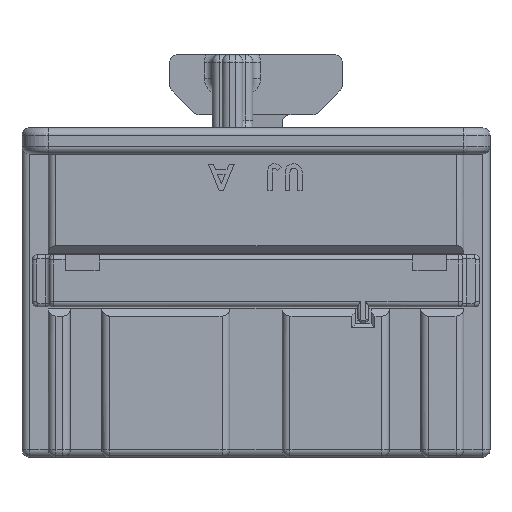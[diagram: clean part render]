
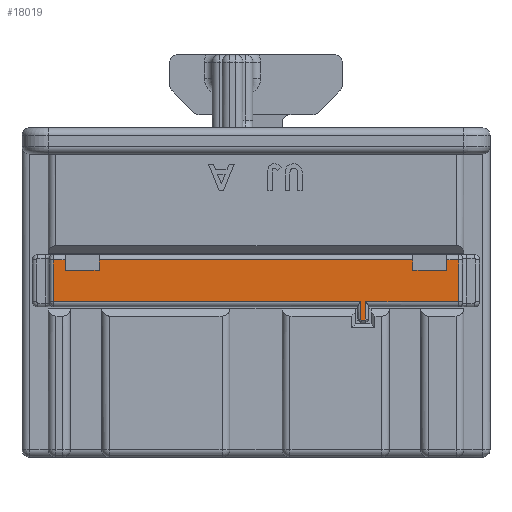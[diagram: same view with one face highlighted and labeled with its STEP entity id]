
A CAD part, front view. The second image highlights one B-rep face of the part: STEP entity #18019.
In plain terms, the highlighted planar face has unit normal (0, -1, 0).
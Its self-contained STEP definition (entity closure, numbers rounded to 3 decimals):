
#57 = CARTESIAN_POINT ( 'NONE',  ( 7.3, -4.75, -0.65 ) ) ;
#153 = ORIENTED_EDGE ( 'NONE', *, *, #34804, .T. ) ;
#547 = DIRECTION ( 'NONE',  ( 1., 0., 0. ) ) ;
#913 = ORIENTED_EDGE ( 'NONE', *, *, #25300, .T. ) ;
#1079 = CARTESIAN_POINT ( 'NONE',  ( 4.2, -4.75, -2.509 ) ) ;
#1092 = ORIENTED_EDGE ( 'NONE', *, *, #3928, .T. ) ;
#1195 = CARTESIAN_POINT ( 'NONE',  ( 4., -4.75, -1.85 ) ) ;
#1606 = VECTOR ( 'NONE', #8881, 1000. ) ;
#1657 = VECTOR ( 'NONE', #8116, 1000. ) ;
#1709 = VECTOR ( 'NONE', #23438, 1000. ) ;
#2280 = CARTESIAN_POINT ( 'NONE',  ( 0., -4.75, -0.25 ) ) ;
#2568 = LINE ( 'NONE', #23838, #10656 ) ;
#2605 = VERTEX_POINT ( 'NONE', #16212 ) ;
#3331 = CARTESIAN_POINT ( 'NONE',  ( 7.75, -4.75, -0.25 ) ) ;
#3429 = LINE ( 'NONE', #36674, #12995 ) ;
#3907 = DIRECTION ( 'NONE',  ( 0., 0., 1. ) ) ;
#3928 = EDGE_CURVE ( 'NONE', #6649, #8161, #30227, .T. ) ;
#4192 = VECTOR ( 'NONE', #35102, 1000. ) ;
#4964 = VERTEX_POINT ( 'NONE', #26922 ) ;
#5519 = DIRECTION ( 'NONE',  ( 0., 0., 1. ) ) ;
#5604 = ORIENTED_EDGE ( 'NONE', *, *, #31313, .T. ) ;
#5669 = EDGE_CURVE ( 'NONE', #8262, #9532, #2568, .T. ) ;
#5704 = CARTESIAN_POINT ( 'NONE',  ( 6., -4.75, -0.65 ) ) ;
#5951 = VECTOR ( 'NONE', #547, 1000. ) ;
#6035 = ORIENTED_EDGE ( 'NONE', *, *, #27769, .T. ) ;
#6635 = LINE ( 'NONE', #12585, #21136 ) ;
#6649 = VERTEX_POINT ( 'NONE', #1195 ) ;
#6775 = VERTEX_POINT ( 'NONE', #29479 ) ;
#7107 = VERTEX_POINT ( 'NONE', #29225 ) ;
#7566 = CARTESIAN_POINT ( 'NONE',  ( 4.159, -4.75, -2.55 ) ) ;
#7845 = EDGE_CURVE ( 'NONE', #4964, #6775, #23073, .T. ) ;
#7906 = CARTESIAN_POINT ( 'NONE',  ( -7.3, -4.75, -0.25 ) ) ;
#8116 = DIRECTION ( 'NONE',  ( 1., 0., 0. ) ) ;
#8161 = VERTEX_POINT ( 'NONE', #27415 ) ;
#8262 = VERTEX_POINT ( 'NONE', #5704 ) ;
#8411 = LINE ( 'NONE', #20201, #27341 ) ;
#8758 = EDGE_CURVE ( 'NONE', #19096, #19038, #27512, .T. ) ;
#8846 = LINE ( 'NONE', #32691, #5951 ) ;
#8881 = DIRECTION ( 'NONE',  ( 0.707, 0., 0.707 ) ) ;
#9337 = CARTESIAN_POINT ( 'NONE',  ( 0., -4.75, -0.25 ) ) ;
#9397 = CARTESIAN_POINT ( 'NONE',  ( -6., -4.75, 4.5 ) ) ;
#9521 = LINE ( 'NONE', #18272, #36756 ) ;
#9532 = VERTEX_POINT ( 'NONE', #36599 ) ;
#9619 = VECTOR ( 'NONE', #32373, 1000. ) ;
#9752 = CARTESIAN_POINT ( 'NONE',  ( 7.75, -4.75, -1.85 ) ) ;
#9858 = ORIENTED_EDGE ( 'NONE', *, *, #5669, .T. ) ;
#10185 = CARTESIAN_POINT ( 'NONE',  ( -6., -4.75, -0.25 ) ) ;
#10656 = VECTOR ( 'NONE', #20527, 1000. ) ;
#10731 = LINE ( 'NONE', #2280, #28292 ) ;
#10868 = CARTESIAN_POINT ( 'NONE',  ( -7.75, -4.75, 4.5 ) ) ;
#11062 = EDGE_CURVE ( 'NONE', #7107, #19096, #34092, .T. ) ;
#11541 = EDGE_CURVE ( 'NONE', #24987, #7107, #34643, .T. ) ;
#12585 = CARTESIAN_POINT ( 'NONE',  ( 0., -4.75, -0.65 ) ) ;
#12850 = DIRECTION ( 'NONE',  ( -1., 0., 0. ) ) ;
#12995 = VECTOR ( 'NONE', #35914, 1000. ) ;
#13433 = CARTESIAN_POINT ( 'NONE',  ( 4.041, -4.75, -2.55 ) ) ;
#13540 = EDGE_CURVE ( 'NONE', #28866, #37828, #8411, .T. ) ;
#13959 = DIRECTION ( 'NONE',  ( 0.707, 0., -0.707 ) ) ;
#14298 = EDGE_CURVE ( 'NONE', #2605, #23180, #6635, .T. ) ;
#16212 = CARTESIAN_POINT ( 'NONE',  ( -6., -4.75, -0.65 ) ) ;
#16537 = VERTEX_POINT ( 'NONE', #32783 ) ;
#16869 = CARTESIAN_POINT ( 'NONE',  ( -7.3, -4.75, 4.5 ) ) ;
#17638 = EDGE_CURVE ( 'NONE', #37828, #16537, #10731, .T. ) ;
#18019 = ADVANCED_FACE ( 'NONE', ( #28982 ), #37821, .T. ) ;
#18272 = CARTESIAN_POINT ( 'NONE',  ( 7.3, -4.75, 4.5 ) ) ;
#18439 = EDGE_CURVE ( 'NONE', #6775, #6649, #22877, .T. ) ;
#18554 = CARTESIAN_POINT ( 'NONE',  ( 4., -4.75, 4.5 ) ) ;
#18599 = EDGE_LOOP ( 'NONE', ( #36219, #29889, #35050, #25092, #30940, #153, #5604, #9858, #27035, #6035, #19995, #23188, #24708, #26386, #30070, #1092, #913, #29264 ) ) ;
#19038 = VERTEX_POINT ( 'NONE', #26247 ) ;
#19096 = VERTEX_POINT ( 'NONE', #1079 ) ;
#19995 = ORIENTED_EDGE ( 'NONE', *, *, #14298, .T. ) ;
#20201 = CARTESIAN_POINT ( 'NONE',  ( 7.75, -4.75, 4.5 ) ) ;
#20527 = DIRECTION ( 'NONE',  ( 0., 0., 1. ) ) ;
#20990 = DIRECTION ( 'NONE',  ( -1., 0., 0. ) ) ;
#21136 = VECTOR ( 'NONE', #27125, 1000. ) ;
#21237 = LINE ( 'NONE', #9397, #33193 ) ;
#21363 = DIRECTION ( 'NONE',  ( 0., 0., -1. ) ) ;
#22410 = VECTOR ( 'NONE', #24749, 1000. ) ;
#22527 = DIRECTION ( 'NONE',  ( 0., 0., -1. ) ) ;
#22569 = EDGE_CURVE ( 'NONE', #26275, #4964, #3429, .T. ) ;
#22877 = LINE ( 'NONE', #25992, #4192 ) ;
#23073 = LINE ( 'NONE', #10868, #9619 ) ;
#23180 = VERTEX_POINT ( 'NONE', #26714 ) ;
#23188 = ORIENTED_EDGE ( 'NONE', *, *, #28213, .T. ) ;
#23438 = DIRECTION ( 'NONE',  ( 0., 0., 1. ) ) ;
#23618 = VECTOR ( 'NONE', #20990, 1000. ) ;
#23838 = CARTESIAN_POINT ( 'NONE',  ( 6., -4.75, 4.5 ) ) ;
#24708 = ORIENTED_EDGE ( 'NONE', *, *, #22569, .T. ) ;
#24749 = DIRECTION ( 'NONE',  ( 0., 0., -1. ) ) ;
#24987 = VERTEX_POINT ( 'NONE', #13433 ) ;
#25075 = LINE ( 'NONE', #36488, #31476 ) ;
#25092 = ORIENTED_EDGE ( 'NONE', *, *, #13540, .T. ) ;
#25300 = EDGE_CURVE ( 'NONE', #8161, #24987, #37979, .T. ) ;
#25992 = CARTESIAN_POINT ( 'NONE',  ( 0., -4.75, -1.85 ) ) ;
#26247 = CARTESIAN_POINT ( 'NONE',  ( 4.2, -4.75, -1.85 ) ) ;
#26275 = VERTEX_POINT ( 'NONE', #7906 ) ;
#26386 = ORIENTED_EDGE ( 'NONE', *, *, #7845, .T. ) ;
#26714 = CARTESIAN_POINT ( 'NONE',  ( -7.3, -4.75, -0.65 ) ) ;
#26922 = CARTESIAN_POINT ( 'NONE',  ( -7.75, -4.75, -0.25 ) ) ;
#27035 = ORIENTED_EDGE ( 'NONE', *, *, #31210, .T. ) ;
#27125 = DIRECTION ( 'NONE',  ( -1., 0., 0. ) ) ;
#27338 = DIRECTION ( 'NONE',  ( 0., 0., -1. ) ) ;
#27341 = VECTOR ( 'NONE', #5519, 1000. ) ;
#27415 = CARTESIAN_POINT ( 'NONE',  ( 4., -4.75, -2.509 ) ) ;
#27512 = LINE ( 'NONE', #30082, #35559 ) ;
#27680 = EDGE_CURVE ( 'NONE', #19038, #28866, #8846, .T. ) ;
#27769 = EDGE_CURVE ( 'NONE', #34357, #2605, #21237, .T. ) ;
#28213 = EDGE_CURVE ( 'NONE', #23180, #26275, #38180, .T. ) ;
#28292 = VECTOR ( 'NONE', #30432, 1000. ) ;
#28343 = AXIS2_PLACEMENT_3D ( 'NONE', #30113, #33181, #27338 ) ;
#28866 = VERTEX_POINT ( 'NONE', #9752 ) ;
#28982 = FACE_OUTER_BOUND ( 'NONE', #18599, .T. ) ;
#29096 = CARTESIAN_POINT ( 'NONE',  ( 0., -4.75, -2.55 ) ) ;
#29225 = CARTESIAN_POINT ( 'NONE',  ( 4.159, -4.75, -2.55 ) ) ;
#29264 = ORIENTED_EDGE ( 'NONE', *, *, #11541, .T. ) ;
#29479 = CARTESIAN_POINT ( 'NONE',  ( -7.75, -4.75, -1.85 ) ) ;
#29591 = LINE ( 'NONE', #9337, #23618 ) ;
#29600 = VERTEX_POINT ( 'NONE', #57 ) ;
#29889 = ORIENTED_EDGE ( 'NONE', *, *, #8758, .T. ) ;
#30070 = ORIENTED_EDGE ( 'NONE', *, *, #18439, .T. ) ;
#30082 = CARTESIAN_POINT ( 'NONE',  ( 4.2, -4.75, 4.5 ) ) ;
#30113 = CARTESIAN_POINT ( 'NONE',  ( 0., -4.75, 4.5 ) ) ;
#30227 = LINE ( 'NONE', #18554, #22410 ) ;
#30432 = DIRECTION ( 'NONE',  ( -1., 0., 0. ) ) ;
#30741 = VECTOR ( 'NONE', #13959, 1000. ) ;
#30940 = ORIENTED_EDGE ( 'NONE', *, *, #17638, .T. ) ;
#31210 = EDGE_CURVE ( 'NONE', #9532, #34357, #29591, .T. ) ;
#31313 = EDGE_CURVE ( 'NONE', #29600, #8262, #25075, .T. ) ;
#31476 = VECTOR ( 'NONE', #12850, 1000. ) ;
#32373 = DIRECTION ( 'NONE',  ( 0., 0., -1. ) ) ;
#32691 = CARTESIAN_POINT ( 'NONE',  ( 0., -4.75, -1.85 ) ) ;
#32783 = CARTESIAN_POINT ( 'NONE',  ( 7.3, -4.75, -0.25 ) ) ;
#33181 = DIRECTION ( 'NONE',  ( 0., -1., 0. ) ) ;
#33193 = VECTOR ( 'NONE', #22527, 1000. ) ;
#34092 = LINE ( 'NONE', #7566, #1606 ) ;
#34357 = VERTEX_POINT ( 'NONE', #10185 ) ;
#34643 = LINE ( 'NONE', #29096, #1657 ) ;
#34804 = EDGE_CURVE ( 'NONE', #16537, #29600, #9521, .T. ) ;
#35050 = ORIENTED_EDGE ( 'NONE', *, *, #27680, .T. ) ;
#35074 = CARTESIAN_POINT ( 'NONE',  ( 4., -4.75, -2.509 ) ) ;
#35102 = DIRECTION ( 'NONE',  ( 1., 0., 0. ) ) ;
#35559 = VECTOR ( 'NONE', #3907, 1000. ) ;
#35914 = DIRECTION ( 'NONE',  ( -1., 0., 0. ) ) ;
#36219 = ORIENTED_EDGE ( 'NONE', *, *, #11062, .T. ) ;
#36488 = CARTESIAN_POINT ( 'NONE',  ( 0., -4.75, -0.65 ) ) ;
#36599 = CARTESIAN_POINT ( 'NONE',  ( 6., -4.75, -0.25 ) ) ;
#36674 = CARTESIAN_POINT ( 'NONE',  ( 0., -4.75, -0.25 ) ) ;
#36756 = VECTOR ( 'NONE', #21363, 1000. ) ;
#37821 = PLANE ( 'NONE',  #28343 ) ;
#37828 = VERTEX_POINT ( 'NONE', #3331 ) ;
#37979 = LINE ( 'NONE', #35074, #30741 ) ;
#38180 = LINE ( 'NONE', #16869, #1709 ) ;
